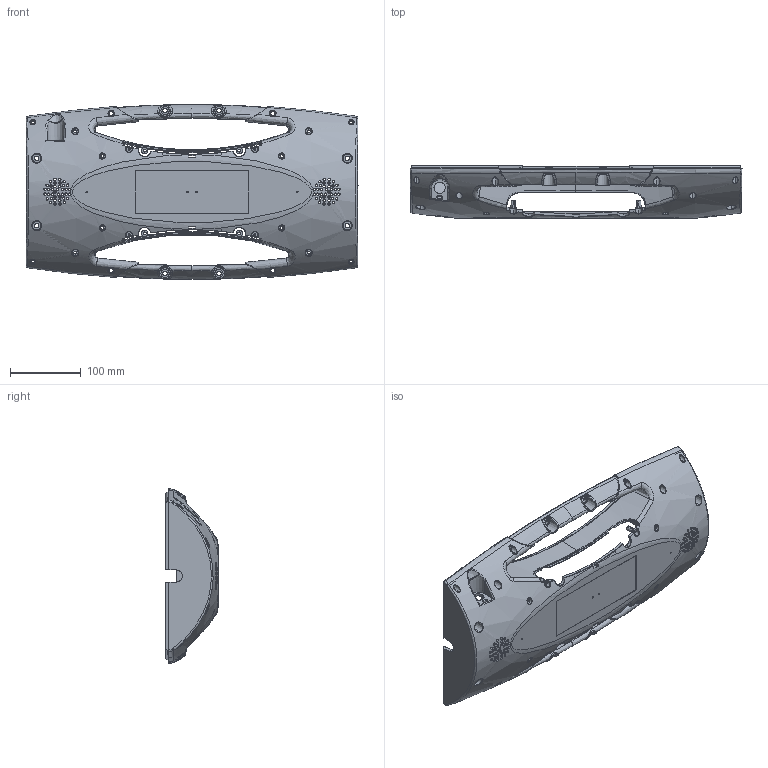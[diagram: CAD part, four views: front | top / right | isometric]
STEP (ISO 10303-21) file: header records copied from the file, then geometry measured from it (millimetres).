
FILE_DESCRIPTION (( 'STEP AP214' ), '1' );
FILE_NAME ('C00020_HOUSING_B_V6_1.STEP', '2017-03-15T21:46:52', ( '' ), ( '' ), 'SwSTEP 2.0', 'SolidWorks 2013', '' );
FILE_SCHEMA (( 'AUTOMOTIVE_DESIGN' ));
Length unit declared in the file: millimetre
Products named in the file (1): C00020_HOUSING_B_V6_1
Bounding box: 469.85 x 73.93 x 247.55 mm (x, y, z)
Surface area: 494772.8 mm2 (no closed solid volume)
Topology: 0 solids, 5 shells, 2340 faces, 6619 edges, 4301 vertices
Faces by surface type: bspline 870, plane 588, cylinder 515, cone 367
Entity records: 211283 total; most frequent: CARTESIAN_POINT 137813, ORIENTED_EDGE 13043, EDGE_CURVE 6588, DIRECTION 4781, B_SPLINE_CURVE_WITH_KNOTS 4688, VERTEX_POINT 4301, EDGE_LOOP 2631, ADVANCED_FACE 2340
